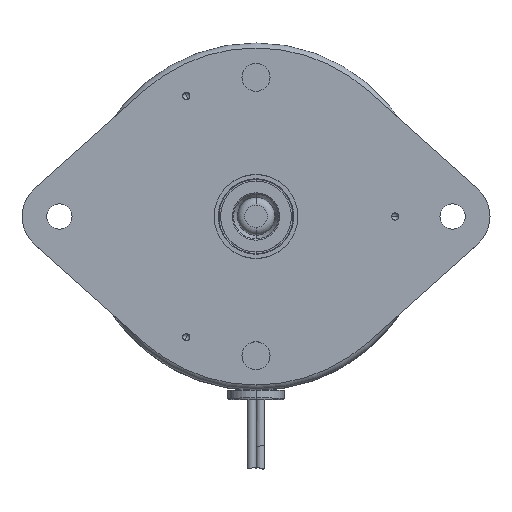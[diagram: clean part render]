
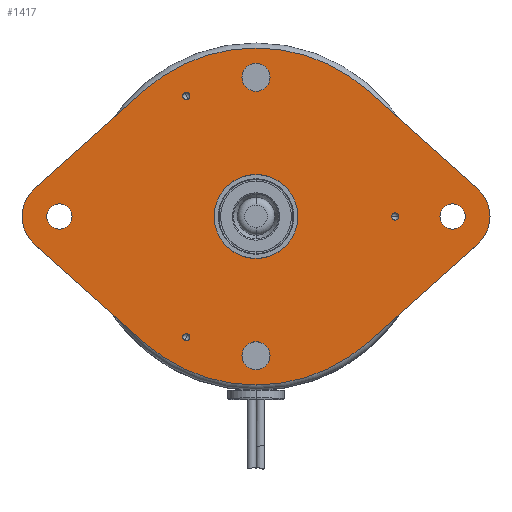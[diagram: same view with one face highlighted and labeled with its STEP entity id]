
A CAD part, top view. The second image highlights one B-rep face of the part: STEP entity #1417.
In plain terms, the highlighted face is planar.
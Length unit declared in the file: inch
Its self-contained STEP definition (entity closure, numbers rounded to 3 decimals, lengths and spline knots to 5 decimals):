
#816=DIRECTION('',(0.667,0.745,0.));
#817=VECTOR('',#816,0.97828);
#818=CARTESIAN_POINT('',(0.18634,-1.47917,-0.062));
#819=LINE('',#818,#817);
#820=CARTESIAN_POINT('',(0.,0.,-0.062));
#821=DIRECTION('',(0.,0.,1.));
#822=DIRECTION('',(0.745,-0.667,0.));
#823=AXIS2_PLACEMENT_3D('',#820,#821,#822);
#825=CARTESIAN_POINT('',(0.,0.,-0.062));
#826=DIRECTION('',(0.,0.,1.));
#827=DIRECTION('',(1.,0.,0.));
#828=AXIS2_PLACEMENT_3D('',#825,#826,#827);
#830=DIRECTION('',(-0.667,0.745,0.));
#831=VECTOR('',#830,0.97828);
#832=CARTESIAN_POINT('',(0.83853,0.75,-0.062));
#833=LINE('',#832,#831);
#834=CARTESIAN_POINT('',(0.,1.3125,-0.062));
#835=DIRECTION('',(0.,0.,1.));
#836=DIRECTION('',(0.745,0.667,0.));
#837=AXIS2_PLACEMENT_3D('',#834,#835,#836);
#839=DIRECTION('',(-0.667,-0.745,0.));
#840=VECTOR('',#839,0.97828);
#841=CARTESIAN_POINT('',(-0.18634,1.47917,-0.062));
#842=LINE('',#841,#840);
#843=CARTESIAN_POINT('',(0.,0.,-0.062));
#844=DIRECTION('',(0.,0.,1.));
#845=DIRECTION('',(-0.745,0.667,0.));
#846=AXIS2_PLACEMENT_3D('',#843,#844,#845);
#848=CARTESIAN_POINT('',(0.,0.,-0.062));
#849=DIRECTION('',(0.,0.,1.));
#850=DIRECTION('',(-1.,0.,0.));
#851=AXIS2_PLACEMENT_3D('',#848,#849,#850);
#853=DIRECTION('',(0.667,-0.745,0.));
#854=VECTOR('',#853,0.97828);
#855=CARTESIAN_POINT('',(-0.83853,-0.75,-0.062));
#856=LINE('',#855,#854);
#857=CARTESIAN_POINT('',(0.,-1.3125,-0.062));
#858=DIRECTION('',(0.,0.,1.));
#859=DIRECTION('',(-0.745,-0.667,0.));
#860=AXIS2_PLACEMENT_3D('',#857,#858,#859);
#862=CARTESIAN_POINT('',(-0.93,0.,-0.062));
#863=DIRECTION('',(0.,0.,-1.));
#864=DIRECTION('',(1.,0.,0.));
#865=AXIS2_PLACEMENT_3D('',#862,#863,#864);
#867=CARTESIAN_POINT('',(-0.93,0.,-0.062));
#868=DIRECTION('',(0.,0.,-1.));
#869=DIRECTION('',(-1.,0.,0.));
#870=AXIS2_PLACEMENT_3D('',#867,#868,#869);
#872=CARTESIAN_POINT('',(0.93,0.,-0.062));
#873=DIRECTION('',(0.,0.,-1.));
#874=DIRECTION('',(1.,0.,0.));
#875=AXIS2_PLACEMENT_3D('',#872,#873,#874);
#877=CARTESIAN_POINT('',(0.93,0.,-0.062));
#878=DIRECTION('',(0.,0.,-1.));
#879=DIRECTION('',(-1.,0.,0.));
#880=AXIS2_PLACEMENT_3D('',#877,#878,#879);
#882=CARTESIAN_POINT('',(0.,-1.3125,-0.062));
#883=DIRECTION('',(0.,0.,-1.));
#884=DIRECTION('',(1.,0.,0.));
#885=AXIS2_PLACEMENT_3D('',#882,#883,#884);
#887=CARTESIAN_POINT('',(0.,-1.3125,-0.062));
#888=DIRECTION('',(0.,0.,-1.));
#889=DIRECTION('',(-1.,0.,0.));
#890=AXIS2_PLACEMENT_3D('',#887,#888,#889);
#892=CARTESIAN_POINT('',(0.,1.3125,-0.062));
#893=DIRECTION('',(0.,0.,-1.));
#894=DIRECTION('',(1.,0.,0.));
#895=AXIS2_PLACEMENT_3D('',#892,#893,#894);
#897=CARTESIAN_POINT('',(0.,1.3125,-0.062));
#898=DIRECTION('',(0.,0.,-1.));
#899=DIRECTION('',(-1.,0.,0.));
#900=AXIS2_PLACEMENT_3D('',#897,#898,#899);
#902=CARTESIAN_POINT('',(0.,0.,-0.062));
#903=DIRECTION('',(0.,0.,-1.));
#904=DIRECTION('',(1.,0.,0.));
#905=AXIS2_PLACEMENT_3D('',#902,#903,#904);
#907=CARTESIAN_POINT('',(0.,0.,-0.062));
#908=DIRECTION('',(0.,0.,-1.));
#909=DIRECTION('',(-1.,0.,0.));
#910=AXIS2_PLACEMENT_3D('',#907,#908,#909);
#912=CARTESIAN_POINT('',(0.,0.93,-0.062));
#913=DIRECTION('',(0.,0.,-1.));
#914=DIRECTION('',(0.,1.,0.));
#915=AXIS2_PLACEMENT_3D('',#912,#913,#914);
#917=CARTESIAN_POINT('',(0.,0.93,-0.062));
#918=DIRECTION('',(0.,0.,-1.));
#919=DIRECTION('',(0.,-1.,0.));
#920=AXIS2_PLACEMENT_3D('',#917,#918,#919);
#922=CARTESIAN_POINT('',(-0.8054,-0.465,-0.062));
#923=DIRECTION('',(0.,0.,-1.));
#924=DIRECTION('',(-0.866,-0.5,0.));
#925=AXIS2_PLACEMENT_3D('',#922,#923,#924);
#927=CARTESIAN_POINT('',(-0.8054,-0.465,-0.062));
#928=DIRECTION('',(0.,0.,-1.));
#929=DIRECTION('',(0.866,0.5,0.));
#930=AXIS2_PLACEMENT_3D('',#927,#928,#929);
#932=CARTESIAN_POINT('',(0.8054,-0.465,-0.062));
#933=DIRECTION('',(0.,0.,-1.));
#934=DIRECTION('',(0.866,-0.5,0.));
#935=AXIS2_PLACEMENT_3D('',#932,#933,#934);
#937=CARTESIAN_POINT('',(0.8054,-0.465,-0.062));
#938=DIRECTION('',(0.,0.,-1.));
#939=DIRECTION('',(-0.866,0.5,0.));
#940=AXIS2_PLACEMENT_3D('',#937,#938,#939);
#1094=CARTESIAN_POINT('',(-0.28025,0.,-0.062));
#1095=VERTEX_POINT('',#1094);
#1096=CARTESIAN_POINT('',(0.28025,0.,-0.062));
#1097=VERTEX_POINT('',#1096);
#1098=CARTESIAN_POINT('',(0.18634,-1.47917,-0.062));
#1099=CARTESIAN_POINT('',(0.83853,-0.75,-0.062));
#1100=VERTEX_POINT('',#1098);
#1101=VERTEX_POINT('',#1099);
#1102=CARTESIAN_POINT('',(1.125,0.,-0.062));
#1103=VERTEX_POINT('',#1102);
#1104=CARTESIAN_POINT('',(0.83853,0.75,-0.062));
#1105=VERTEX_POINT('',#1104);
#1106=CARTESIAN_POINT('',(0.18634,1.47917,-0.062));
#1107=VERTEX_POINT('',#1106);
#1108=CARTESIAN_POINT('',(-0.18634,1.47917,-0.062));
#1109=VERTEX_POINT('',#1108);
#1110=CARTESIAN_POINT('',(-0.83853,0.75,-0.062));
#1111=VERTEX_POINT('',#1110);
#1112=CARTESIAN_POINT('',(-1.125,0.,-0.062));
#1113=VERTEX_POINT('',#1112);
#1114=CARTESIAN_POINT('',(-0.83853,-0.75,-0.062));
#1115=VERTEX_POINT('',#1114);
#1116=CARTESIAN_POINT('',(-0.18634,-1.47917,-0.062));
#1117=VERTEX_POINT('',#1116);
#1118=CARTESIAN_POINT('',(-0.8365,0.,-0.062));
#1119=CARTESIAN_POINT('',(-1.0235,0.,-0.062));
#1120=VERTEX_POINT('',#1118);
#1121=VERTEX_POINT('',#1119);
#1122=CARTESIAN_POINT('',(1.0235,0.,-0.062));
#1123=CARTESIAN_POINT('',(0.8365,0.,-0.062));
#1124=VERTEX_POINT('',#1122);
#1125=VERTEX_POINT('',#1123);
#1126=CARTESIAN_POINT('',(0.0845,-1.3125,-0.062));
#1127=CARTESIAN_POINT('',(-0.0845,-1.3125,-0.062));
#1128=VERTEX_POINT('',#1126);
#1129=VERTEX_POINT('',#1127);
#1130=CARTESIAN_POINT('',(0.0845,1.3125,-0.062));
#1131=CARTESIAN_POINT('',(-0.0845,1.3125,-0.062));
#1132=VERTEX_POINT('',#1130);
#1133=VERTEX_POINT('',#1131);
#1134=CARTESIAN_POINT('',(0.,0.954,-0.062));
#1135=CARTESIAN_POINT('',(0.,0.906,-0.062));
#1136=VERTEX_POINT('',#1134);
#1137=VERTEX_POINT('',#1135);
#1138=CARTESIAN_POINT('',(-0.82619,-0.477,-0.062));
#1139=CARTESIAN_POINT('',(-0.78462,-0.453,-0.062));
#1140=VERTEX_POINT('',#1138);
#1141=VERTEX_POINT('',#1139);
#1142=CARTESIAN_POINT('',(0.82619,-0.477,-0.062));
#1143=CARTESIAN_POINT('',(0.78462,-0.453,-0.062));
#1144=VERTEX_POINT('',#1142);
#1145=VERTEX_POINT('',#1143);
#1352=CARTESIAN_POINT('',(0.,0.,-0.062));
#1353=DIRECTION('',(0.,0.,1.));
#1354=DIRECTION('',(1.,0.,0.));
#1355=AXIS2_PLACEMENT_3D('',#1352,#1353,#1354);
#1356=PLANE('',#1355);
#1357=ORIENTED_EDGE('',*,*,#1242,.T.);
#1358=ORIENTED_EDGE('',*,*,#1260,.T.);
#1359=ORIENTED_EDGE('',*,*,#1258,.T.);
#1360=ORIENTED_EDGE('',*,*,#1274,.T.);
#1361=ORIENTED_EDGE('',*,*,#1288,.T.);
#1362=ORIENTED_EDGE('',*,*,#1302,.T.);
#1363=ORIENTED_EDGE('',*,*,#1319,.T.);
#1364=ORIENTED_EDGE('',*,*,#1317,.T.);
#1365=ORIENTED_EDGE('',*,*,#1333,.T.);
#1366=ORIENTED_EDGE('',*,*,#1346,.T.);
#1367=EDGE_LOOP('',(#1357,#1358,#1359,#1360,#1361,#1362,#1363,#1364,#1365,
#1366));
#1368=FACE_OUTER_BOUND('',#1367,.F.);
#1370=ORIENTED_EDGE('',*,*,#1369,.T.);
#1372=ORIENTED_EDGE('',*,*,#1371,.T.);
#1373=EDGE_LOOP('',(#1370,#1372));
#1374=FACE_BOUND('',#1373,.F.);
#1376=ORIENTED_EDGE('',*,*,#1375,.T.);
#1378=ORIENTED_EDGE('',*,*,#1377,.T.);
#1379=EDGE_LOOP('',(#1376,#1378));
#1380=FACE_BOUND('',#1379,.F.);
#1382=ORIENTED_EDGE('',*,*,#1381,.T.);
#1384=ORIENTED_EDGE('',*,*,#1383,.T.);
#1385=EDGE_LOOP('',(#1382,#1384));
#1386=FACE_BOUND('',#1385,.F.);
#1388=ORIENTED_EDGE('',*,*,#1387,.T.);
#1390=ORIENTED_EDGE('',*,*,#1389,.T.);
#1391=EDGE_LOOP('',(#1388,#1390));
#1392=FACE_BOUND('',#1391,.F.);
#1394=ORIENTED_EDGE('',*,*,#1393,.T.);
#1396=ORIENTED_EDGE('',*,*,#1395,.T.);
#1397=EDGE_LOOP('',(#1394,#1396));
#1398=FACE_BOUND('',#1397,.F.);
#1400=ORIENTED_EDGE('',*,*,#1399,.T.);
#1402=ORIENTED_EDGE('',*,*,#1401,.T.);
#1403=EDGE_LOOP('',(#1400,#1402));
#1404=FACE_BOUND('',#1403,.F.);
#1406=ORIENTED_EDGE('',*,*,#1405,.T.);
#1408=ORIENTED_EDGE('',*,*,#1407,.T.);
#1409=EDGE_LOOP('',(#1406,#1408));
#1410=FACE_BOUND('',#1409,.F.);
#1412=ORIENTED_EDGE('',*,*,#1411,.T.);
#1414=ORIENTED_EDGE('',*,*,#1413,.T.);
#1415=EDGE_LOOP('',(#1412,#1414));
#1416=FACE_BOUND('',#1415,.F.);
#1417=ADVANCED_FACE('',(#1368,#1374,#1380,#1386,#1392,#1398,#1404,#1410,#1416),
#1356,.F.);
#824=CIRCLE('',#823,1.125);
#829=CIRCLE('',#828,1.125);
#838=CIRCLE('',#837,0.25);
#847=CIRCLE('',#846,1.125);
#852=CIRCLE('',#851,1.125);
#861=CIRCLE('',#860,0.25);
#866=CIRCLE('',#865,0.0935);
#871=CIRCLE('',#870,0.0935);
#876=CIRCLE('',#875,0.0935);
#881=CIRCLE('',#880,0.0935);
#886=CIRCLE('',#885,0.0845);
#891=CIRCLE('',#890,0.0845);
#896=CIRCLE('',#895,0.0845);
#901=CIRCLE('',#900,0.0845);
#906=CIRCLE('',#905,0.28025);
#911=CIRCLE('',#910,0.28025);
#916=CIRCLE('',#915,0.024);
#921=CIRCLE('',#920,0.024);
#926=CIRCLE('',#925,0.024);
#931=CIRCLE('',#930,0.024);
#936=CIRCLE('',#935,0.024);
#941=CIRCLE('',#940,0.024);
#1242=EDGE_CURVE('',#1100,#1101,#819,.T.);
#1258=EDGE_CURVE('',#1103,#1105,#829,.T.);
#1260=EDGE_CURVE('',#1101,#1103,#824,.T.);
#1274=EDGE_CURVE('',#1105,#1107,#833,.T.);
#1288=EDGE_CURVE('',#1107,#1109,#838,.T.);
#1302=EDGE_CURVE('',#1109,#1111,#842,.T.);
#1317=EDGE_CURVE('',#1113,#1115,#852,.T.);
#1319=EDGE_CURVE('',#1111,#1113,#847,.T.);
#1333=EDGE_CURVE('',#1115,#1117,#856,.T.);
#1346=EDGE_CURVE('',#1117,#1100,#861,.T.);
#1369=EDGE_CURVE('',#1120,#1121,#866,.T.);
#1371=EDGE_CURVE('',#1121,#1120,#871,.T.);
#1375=EDGE_CURVE('',#1124,#1125,#876,.T.);
#1377=EDGE_CURVE('',#1125,#1124,#881,.T.);
#1381=EDGE_CURVE('',#1128,#1129,#886,.T.);
#1383=EDGE_CURVE('',#1129,#1128,#891,.T.);
#1387=EDGE_CURVE('',#1132,#1133,#896,.T.);
#1389=EDGE_CURVE('',#1133,#1132,#901,.T.);
#1393=EDGE_CURVE('',#1097,#1095,#906,.T.);
#1395=EDGE_CURVE('',#1095,#1097,#911,.T.);
#1399=EDGE_CURVE('',#1136,#1137,#916,.T.);
#1401=EDGE_CURVE('',#1137,#1136,#921,.T.);
#1405=EDGE_CURVE('',#1140,#1141,#926,.T.);
#1407=EDGE_CURVE('',#1141,#1140,#931,.T.);
#1411=EDGE_CURVE('',#1144,#1145,#936,.T.);
#1413=EDGE_CURVE('',#1145,#1144,#941,.T.);
